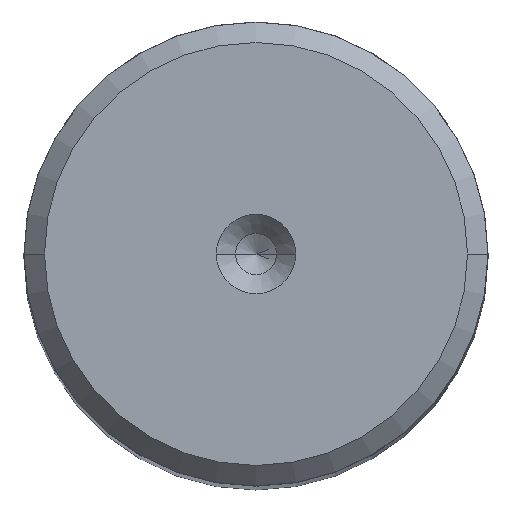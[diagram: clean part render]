
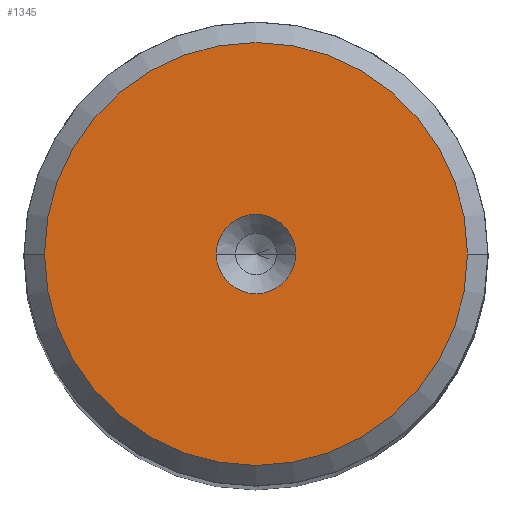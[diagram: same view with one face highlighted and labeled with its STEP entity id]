
A CAD part, top view. The second image highlights one B-rep face of the part: STEP entity #1345.
In plain terms, the highlighted planar face has unit normal (0, 0, 1).
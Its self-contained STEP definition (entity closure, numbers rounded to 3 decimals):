
#81 = DIRECTION ( 'NONE',  ( 1., 0., 0. ) ) ;
#84 = CARTESIAN_POINT ( 'NONE',  ( -3.85, 0., 220. ) ) ;
#88 = CARTESIAN_POINT ( 'NONE',  ( 0., 0., 220. ) ) ;
#162 = CARTESIAN_POINT ( 'NONE',  ( 0., 0., 220. ) ) ;
#172 = VERTEX_POINT ( 'NONE', #84 ) ;
#380 = CIRCLE ( 'NONE', #2583, 3.85 ) ;
#476 = DIRECTION ( 'NONE',  ( 0., 0., 1. ) ) ;
#492 = EDGE_CURVE ( 'NONE', #172, #1626, #2721, .T. ) ;
#535 = FACE_OUTER_BOUND ( 'NONE', #1264, .T. ) ;
#676 = ORIENTED_EDGE ( 'NONE', *, *, #2729, .T. ) ;
#746 = DIRECTION ( 'NONE',  ( 0., 0., 1. ) ) ;
#781 = VERTEX_POINT ( 'NONE', #2372 ) ;
#813 = EDGE_LOOP ( 'NONE', ( #814, #2108 ) ) ;
#814 = ORIENTED_EDGE ( 'NONE', *, *, #2546, .F. ) ;
#1124 = AXIS2_PLACEMENT_3D ( 'NONE', #2843, #1296, #2226 ) ;
#1264 = EDGE_LOOP ( 'NONE', ( #2394, #676 ) ) ;
#1296 = DIRECTION ( 'NONE',  ( 0., 0., 1. ) ) ;
#1303 = CARTESIAN_POINT ( 'NONE',  ( 3.85, 0., 220. ) ) ;
#1323 = AXIS2_PLACEMENT_3D ( 'NONE', #1653, #746, #1867 ) ;
#1329 = CARTESIAN_POINT ( 'NONE',  ( 20.514, 0., 220. ) ) ;
#1345 = ADVANCED_FACE ( 'NONE', ( #2183, #535 ), #2309, .T. ) ;
#1567 = EDGE_CURVE ( 'NONE', #781, #2364, #2761, .T. ) ;
#1626 = VERTEX_POINT ( 'NONE', #1303 ) ;
#1650 = AXIS2_PLACEMENT_3D ( 'NONE', #162, #2377, #1966 ) ;
#1653 = CARTESIAN_POINT ( 'NONE',  ( 0., 0., 220. ) ) ;
#1849 = DIRECTION ( 'NONE',  ( 1., 0., 0. ) ) ;
#1867 = DIRECTION ( 'NONE',  ( 1., 0., 0. ) ) ;
#1966 = DIRECTION ( 'NONE',  ( 1., 0., 0. ) ) ;
#2043 = AXIS2_PLACEMENT_3D ( 'NONE', #88, #2542, #81 ) ;
#2073 = CARTESIAN_POINT ( 'NONE',  ( 0., 0., 220. ) ) ;
#2108 = ORIENTED_EDGE ( 'NONE', *, *, #492, .F. ) ;
#2183 = FACE_BOUND ( 'NONE', #813, .T. ) ;
#2226 = DIRECTION ( 'NONE',  ( 1., 0., 0. ) ) ;
#2309 = PLANE ( 'NONE',  #2043 ) ;
#2364 = VERTEX_POINT ( 'NONE', #1329 ) ;
#2372 = CARTESIAN_POINT ( 'NONE',  ( -20.514, 0., 220. ) ) ;
#2377 = DIRECTION ( 'NONE',  ( 0., 0., 1. ) ) ;
#2394 = ORIENTED_EDGE ( 'NONE', *, *, #1567, .T. ) ;
#2502 = CIRCLE ( 'NONE', #1323, 20.514 ) ;
#2542 = DIRECTION ( 'NONE',  ( 0., 0., 1. ) ) ;
#2546 = EDGE_CURVE ( 'NONE', #1626, #172, #380, .T. ) ;
#2583 = AXIS2_PLACEMENT_3D ( 'NONE', #2073, #476, #1849 ) ;
#2721 = CIRCLE ( 'NONE', #1650, 3.85 ) ;
#2729 = EDGE_CURVE ( 'NONE', #2364, #781, #2502, .T. ) ;
#2761 = CIRCLE ( 'NONE', #1124, 20.514 ) ;
#2843 = CARTESIAN_POINT ( 'NONE',  ( 0., 0., 220. ) ) ;
